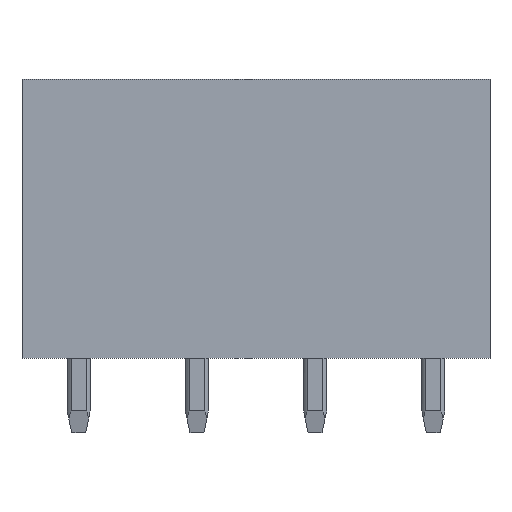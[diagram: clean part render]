
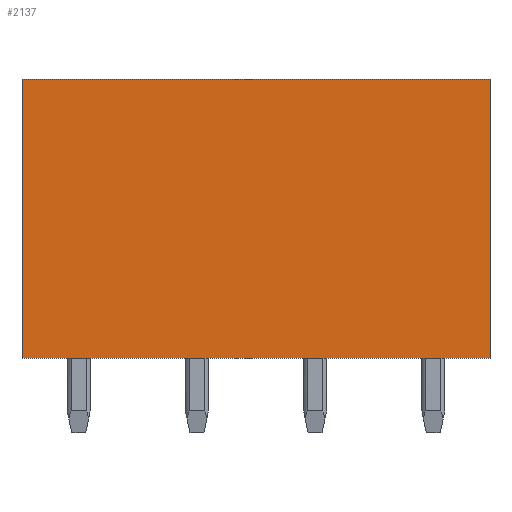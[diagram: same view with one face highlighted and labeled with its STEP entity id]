
A CAD part, front view. The second image highlights one B-rep face of the part: STEP entity #2137.
In plain terms, the highlighted planar face has unit normal (0, -1, 0).
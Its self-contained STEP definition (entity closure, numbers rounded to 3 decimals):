
#2002=CARTESIAN_POINT('',(-10.06,-3.8,0.0));
#2003=VERTEX_POINT('',#2002);
#2010=CARTESIAN_POINT('',(-10.06,-3.8,12.0));
#2011=VERTEX_POINT('',#2010);
#2012=CARTESIAN_POINT('',(-10.06,-3.8,12.0));
#2013=DIRECTION('',(0.0,0.0,-1.0));
#2014=VECTOR('',#2013,12.0);
#2015=LINE('',#2012,#2014);
#2016=EDGE_CURVE('',#2011,#2003,#2015,.T.);
#2107=CARTESIAN_POINT('',(10.16,-3.8,12.0));
#2108=DIRECTION('',(0.0,-1.0,0.0));
#2109=DIRECTION('',(0.0,0.0,1.0));
#2110=AXIS2_PLACEMENT_3D('',#2107,#2108,#2109);
#2111=PLANE('',#2110);
#2112=ORIENTED_EDGE('',*,*,#2016,.T.);
#2113=CARTESIAN_POINT('',(10.06,-3.8,0.0));
#2114=VERTEX_POINT('',#2113);
#2115=CARTESIAN_POINT('',(10.06,-3.8,0.0));
#2116=DIRECTION('',(-1.0,0.0,0.0));
#2117=VECTOR('',#2116,20.12);
#2118=LINE('',#2115,#2117);
#2119=EDGE_CURVE('',#2114,#2003,#2118,.T.);
#2120=ORIENTED_EDGE('',*,*,#2119,.F.);
#2121=CARTESIAN_POINT('',(10.06,-3.8,12.0));
#2122=VERTEX_POINT('',#2121);
#2123=CARTESIAN_POINT('',(10.06,-3.8,0.0));
#2124=DIRECTION('',(0.0,0.0,1.0));
#2125=VECTOR('',#2124,12.0);
#2126=LINE('',#2123,#2125);
#2127=EDGE_CURVE('',#2114,#2122,#2126,.T.);
#2128=ORIENTED_EDGE('',*,*,#2127,.T.);
#2129=CARTESIAN_POINT('',(10.06,-3.8,12.0));
#2130=DIRECTION('',(-1.0,0.0,0.0));
#2131=VECTOR('',#2130,20.12);
#2132=LINE('',#2129,#2131);
#2133=EDGE_CURVE('',#2122,#2011,#2132,.T.);
#2134=ORIENTED_EDGE('',*,*,#2133,.T.);
#2135=EDGE_LOOP('',(#2112,#2120,#2128,#2134));
#2136=FACE_OUTER_BOUND('',#2135,.T.);
#2137=ADVANCED_FACE('',(#2136),#2111,.T.);
